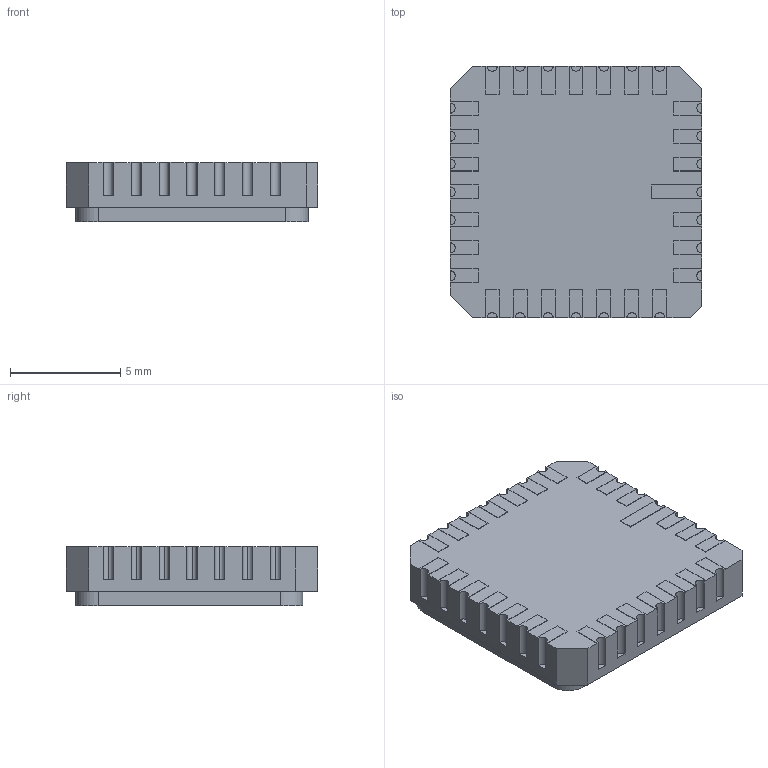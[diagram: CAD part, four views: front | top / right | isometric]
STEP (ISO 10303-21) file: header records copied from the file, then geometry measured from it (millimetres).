
FILE_DESCRIPTION (( 'STEP AP203' ), '1' );
FILE_NAME ('D100818G Rev A.STEP', '2021-11-09T19:49:20', ( '' ), ( '' ), 'SwSTEP 2.0', 'SolidWorks 2018', '' );
FILE_SCHEMA (( 'CONFIG_CONTROL_DESIGN' ));
Length unit declared in the file: inch
Products named in the file (1): D100818G Rev A
Bounding box: 11.43 x 11.43 x 2.72 mm (x, y, z)
Volume: 330.4 mm3; surface area: 387.8 mm2
Topology: 1 solids, 1 shells, 258 faces, 738 edges, 492 vertices
Faces by surface type: plane 209, cylinder 49
Entity records: 8419 total; most frequent: CARTESIAN_POINT 1489, ORIENTED_EDGE 1476, DIRECTION 1354, EDGE_CURVE 738, VECTOR 640, LINE 640, VERTEX_POINT 492, AXIS2_PLACEMENT_3D 357
